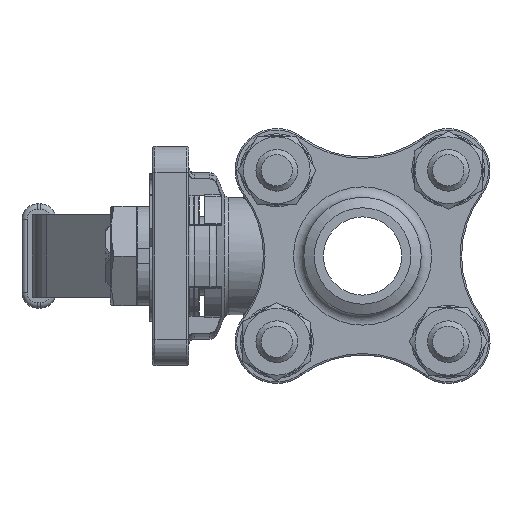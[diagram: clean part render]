
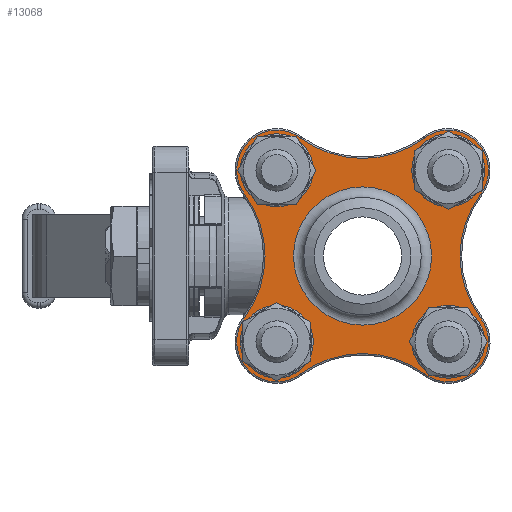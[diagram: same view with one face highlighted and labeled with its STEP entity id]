
A CAD part, left-side view. The second image highlights one B-rep face of the part: STEP entity #13068.
In plain terms, the highlighted planar face has unit normal (-1, 0, 0).
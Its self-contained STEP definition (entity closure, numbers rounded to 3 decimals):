
#1963 = DIRECTION ( 'NONE',  ( 0., 0., 1. ) ) ;
#1966 = DIRECTION ( 'NONE',  ( -1., 0., 0. ) ) ;
#1968 = CARTESIAN_POINT ( 'NONE',  ( -19.5, -16.44, 16.44 ) ) ;
#2269 = CIRCLE ( 'NONE', #30820, 19.861 ) ;
#2905 = CIRCLE ( 'NONE', #4442, 7. ) ;
#3012 = CIRCLE ( 'NONE', #4406, 7. ) ;
#4021 = AXIS2_PLACEMENT_3D ( 'NONE', #17717, #17718, #17719 ) ;
#4151 = AXIS2_PLACEMENT_3D ( 'NONE', #1968, #1966, #1963 ) ;
#4343 = AXIS2_PLACEMENT_3D ( 'NONE', #60967, #60966, #60965 ) ;
#4406 = AXIS2_PLACEMENT_3D ( 'NONE', #17404, #17405, #17406 ) ;
#4442 = AXIS2_PLACEMENT_3D ( 'NONE', #17630, #17633, #17634 ) ;
#9873 = AXIS2_PLACEMENT_3D ( 'NONE', #31146, #31148, #31150 ) ;
#10015 = CIRCLE ( 'NONE', #4151, 7.7 ) ;
#11627 = CARTESIAN_POINT ( 'NONE',  ( -19.5, 22.62, 11.847 ) ) ;
#11635 = CARTESIAN_POINT ( 'NONE',  ( -19.5, -22.62, -11.847 ) ) ;
#11646 = CARTESIAN_POINT ( 'NONE',  ( -19.5, -22.62, 11.847 ) ) ;
#11735 = CARTESIAN_POINT ( 'NONE',  ( -19.5, -11.847, 22.62 ) ) ;
#11749 = CARTESIAN_POINT ( 'NONE',  ( -19.5, 22.62, -11.847 ) ) ;
#11803 = CARTESIAN_POINT ( 'NONE',  ( -19.5, 11.847, -22.62 ) ) ;
#11826 = CARTESIAN_POINT ( 'NONE',  ( -19.5, -11.847, -22.62 ) ) ;
#11846 = CARTESIAN_POINT ( 'NONE',  ( -19.5, 11.847, 22.62 ) ) ;
#13068 = ADVANCED_FACE ( 'NONE', ( #30003, #30004, #30007, #30008, #30011, #30013 ), #31145, .T. ) ;
#14252 = CARTESIAN_POINT ( 'NONE',  ( -19.5, 16.44, -16.44 ) ) ;
#14253 = DIRECTION ( 'NONE',  ( -1., 0., 0. ) ) ;
#14254 = DIRECTION ( 'NONE',  ( 0., 0., 1. ) ) ;
#14928 = CARTESIAN_POINT ( 'NONE',  ( -19.5, 38.561, 0. ) ) ;
#14929 = DIRECTION ( 'NONE',  ( 1., 0., 0. ) ) ;
#14930 = DIRECTION ( 'NONE',  ( 0., 0., 1. ) ) ;
#16837 = CIRCLE ( 'NONE', #4343, 13.25 ) ;
#17404 = CARTESIAN_POINT ( 'NONE',  ( -19.5, -16.44, 16.44 ) ) ;
#17405 = DIRECTION ( 'NONE',  ( -1., 0., 0. ) ) ;
#17406 = DIRECTION ( 'NONE',  ( 0., 0., -1. ) ) ;
#17630 = CARTESIAN_POINT ( 'NONE',  ( -19.5, 16.44, 16.44 ) ) ;
#17633 = DIRECTION ( 'NONE',  ( -1., 0., 0. ) ) ;
#17634 = DIRECTION ( 'NONE',  ( 0., -1., 0. ) ) ;
#17717 = CARTESIAN_POINT ( 'NONE',  ( -19.5, -38.561, 0. ) ) ;
#17718 = DIRECTION ( 'NONE',  ( 1., 0., 0. ) ) ;
#17719 = DIRECTION ( 'NONE',  ( 0., 0., 1. ) ) ;
#18704 = DIRECTION ( 'NONE',  ( 0., 1., 0. ) ) ;
#18815 = CARTESIAN_POINT ( 'NONE',  ( -19.5, 0., -38.561 ) ) ;
#18816 = DIRECTION ( 'NONE',  ( 1., 0., 0. ) ) ;
#18817 = DIRECTION ( 'NONE',  ( 0., 0., 1. ) ) ;
#19833 = CARTESIAN_POINT ( 'NONE',  ( -19.5, 16.44, -16.44 ) ) ;
#19835 = DIRECTION ( 'NONE',  ( -1., 0., 0. ) ) ;
#19837 = DIRECTION ( 'NONE',  ( 0., 0., 1. ) ) ;
#23012 = CARTESIAN_POINT ( 'NONE',  ( -19.5, 0., 38.561 ) ) ;
#23015 = DIRECTION ( 'NONE',  ( 1., 0., 0. ) ) ;
#23017 = DIRECTION ( 'NONE',  ( 0., 0., 1. ) ) ;
#23983 = CARTESIAN_POINT ( 'NONE',  ( -19.5, 16.44, 16.44 ) ) ;
#23985 = DIRECTION ( 'NONE',  ( -1., 0., 0. ) ) ;
#23988 = DIRECTION ( 'NONE',  ( 0., 0., 1. ) ) ;
#24653 = CIRCLE ( 'NONE', #45846, 7. ) ;
#24839 = CARTESIAN_POINT ( 'NONE',  ( -19.5, -16.44, -16.44 ) ) ;
#24841 = DIRECTION ( 'NONE',  ( -1., 0., 0. ) ) ;
#24842 = DIRECTION ( 'NONE',  ( 0., 0., 1. ) ) ;
#25444 = AXIS2_PLACEMENT_3D ( 'NONE', #14928, #14929, #14930 ) ;
#30003 = FACE_BOUND ( 'NONE', #56518, .T. ) ;
#30004 = FACE_BOUND ( 'NONE', #56522, .T. ) ;
#30007 = FACE_OUTER_BOUND ( 'NONE', #50203, .T. ) ;
#30008 = FACE_BOUND ( 'NONE', #50235, .T. ) ;
#30011 = FACE_BOUND ( 'NONE', #50186, .T. ) ;
#30013 = FACE_BOUND ( 'NONE', #50192, .T. ) ;
#30820 = AXIS2_PLACEMENT_3D ( 'NONE', #18815, #18816, #18817 ) ;
#31145 = PLANE ( 'NONE',  #9873 ) ;
#31146 = CARTESIAN_POINT ( 'NONE',  ( -19.5, 0., 0. ) ) ;
#31148 = DIRECTION ( 'NONE',  ( -1., 0., 0. ) ) ;
#31150 = DIRECTION ( 'NONE',  ( 0., 0., -1. ) ) ;
#36218 = CIRCLE ( 'NONE', #4021, 19.861 ) ;
#36302 = CIRCLE ( 'NONE', #46833, 7.7 ) ;
#36390 = CIRCLE ( 'NONE', #65397, 19.861 ) ;
#36846 = CIRCLE ( 'NONE', #46675, 7.7 ) ;
#37084 = CIRCLE ( 'NONE', #63118, 7. ) ;
#42911 = CIRCLE ( 'NONE', #47026, 7.7 ) ;
#45846 = AXIS2_PLACEMENT_3D ( 'NONE', #62362, #62358, #18704 ) ;
#46675 = AXIS2_PLACEMENT_3D ( 'NONE', #24839, #24841, #24842 ) ;
#46833 = AXIS2_PLACEMENT_3D ( 'NONE', #23983, #23985, #23988 ) ;
#47026 = AXIS2_PLACEMENT_3D ( 'NONE', #14252, #14253, #14254 ) ;
#47499 = CIRCLE ( 'NONE', #25444, 19.861 ) ;
#48410 = CARTESIAN_POINT ( 'NONE',  ( -19.5, 0., 13.25 ) ) ;
#48415 = CARTESIAN_POINT ( 'NONE',  ( -19.5, -16.44, 9.44 ) ) ;
#48417 = CARTESIAN_POINT ( 'NONE',  ( -19.5, 9.44, 16.44 ) ) ;
#48419 = CARTESIAN_POINT ( 'NONE',  ( -19.5, -9.44, -16.44 ) ) ;
#48426 = CARTESIAN_POINT ( 'NONE',  ( -19.5, 16.44, -9.44 ) ) ;
#48488 = VERTEX_POINT ( 'NONE', #48410 ) ;
#48493 = VERTEX_POINT ( 'NONE', #48415 ) ;
#48495 = VERTEX_POINT ( 'NONE', #48417 ) ;
#48497 = VERTEX_POINT ( 'NONE', #48419 ) ;
#48504 = VERTEX_POINT ( 'NONE', #48426 ) ;
#50186 = EDGE_LOOP ( 'NONE', ( #57839 ) ) ;
#50192 = EDGE_LOOP ( 'NONE', ( #57665 ) ) ;
#50203 = EDGE_LOOP ( 'NONE', ( #57685, #57750, #58092, #58143, #57945, #57675, #58150, #57744 ) ) ;
#50235 = EDGE_LOOP ( 'NONE', ( #57938 ) ) ;
#56518 = EDGE_LOOP ( 'NONE', ( #58075 ) ) ;
#56522 = EDGE_LOOP ( 'NONE', ( #57882 ) ) ;
#56540 = VERTEX_POINT ( 'NONE', #11627 ) ;
#56545 = VERTEX_POINT ( 'NONE', #11635 ) ;
#56554 = VERTEX_POINT ( 'NONE', #11646 ) ;
#56637 = VERTEX_POINT ( 'NONE', #11735 ) ;
#56647 = VERTEX_POINT ( 'NONE', #11749 ) ;
#56689 = VERTEX_POINT ( 'NONE', #11803 ) ;
#56709 = VERTEX_POINT ( 'NONE', #11826 ) ;
#56727 = VERTEX_POINT ( 'NONE', #11846 ) ;
#57346 = EDGE_CURVE ( 'NONE', #56647, #56689, #42911, .T. ) ;
#57401 = EDGE_CURVE ( 'NONE', #56540, #56647, #47499, .T. ) ;
#57665 = ORIENTED_EDGE ( 'NONE', *, *, #59223, .F. ) ;
#57675 = ORIENTED_EDGE ( 'NONE', *, *, #59637, .T. ) ;
#57685 = ORIENTED_EDGE ( 'NONE', *, *, #59492, .T. ) ;
#57744 = ORIENTED_EDGE ( 'NONE', *, *, #59587, .T. ) ;
#57750 = ORIENTED_EDGE ( 'NONE', *, *, #59559, .T. ) ;
#57839 = ORIENTED_EDGE ( 'NONE', *, *, #59318, .F. ) ;
#57882 = ORIENTED_EDGE ( 'NONE', *, *, #59407, .F. ) ;
#57938 = ORIENTED_EDGE ( 'NONE', *, *, #59160, .T. ) ;
#57945 = ORIENTED_EDGE ( 'NONE', *, *, #59329, .T. ) ;
#58075 = ORIENTED_EDGE ( 'NONE', *, *, #59204, .F. ) ;
#58092 = ORIENTED_EDGE ( 'NONE', *, *, #57401, .T. ) ;
#58143 = ORIENTED_EDGE ( 'NONE', *, *, #57346, .T. ) ;
#58150 = ORIENTED_EDGE ( 'NONE', *, *, #59234, .T. ) ;
#59160 = EDGE_CURVE ( 'NONE', #48488, #48488, #16837, .T. ) ;
#59204 = EDGE_CURVE ( 'NONE', #48493, #48493, #3012, .T. ) ;
#59223 = EDGE_CURVE ( 'NONE', #48495, #48495, #2905, .T. ) ;
#59234 = EDGE_CURVE ( 'NONE', #56545, #56554, #36218, .T. ) ;
#59318 = EDGE_CURVE ( 'NONE', #48497, #48497, #24653, .T. ) ;
#59329 = EDGE_CURVE ( 'NONE', #56689, #56709, #2269, .T. ) ;
#59407 = EDGE_CURVE ( 'NONE', #48504, #48504, #37084, .T. ) ;
#59492 = EDGE_CURVE ( 'NONE', #56637, #56727, #36390, .T. ) ;
#59559 = EDGE_CURVE ( 'NONE', #56727, #56540, #36302, .T. ) ;
#59587 = EDGE_CURVE ( 'NONE', #56554, #56637, #10015, .T. ) ;
#59637 = EDGE_CURVE ( 'NONE', #56709, #56545, #36846, .T. ) ;
#60965 = DIRECTION ( 'NONE',  ( 0., 0., 1. ) ) ;
#60966 = DIRECTION ( 'NONE',  ( 1., 0., 0. ) ) ;
#60967 = CARTESIAN_POINT ( 'NONE',  ( -19.5, 0., 0. ) ) ;
#62358 = DIRECTION ( 'NONE',  ( -1., 0., 0. ) ) ;
#62362 = CARTESIAN_POINT ( 'NONE',  ( -19.5, -16.44, -16.44 ) ) ;
#63118 = AXIS2_PLACEMENT_3D ( 'NONE', #19833, #19835, #19837 ) ;
#65397 = AXIS2_PLACEMENT_3D ( 'NONE', #23012, #23015, #23017 ) ;
